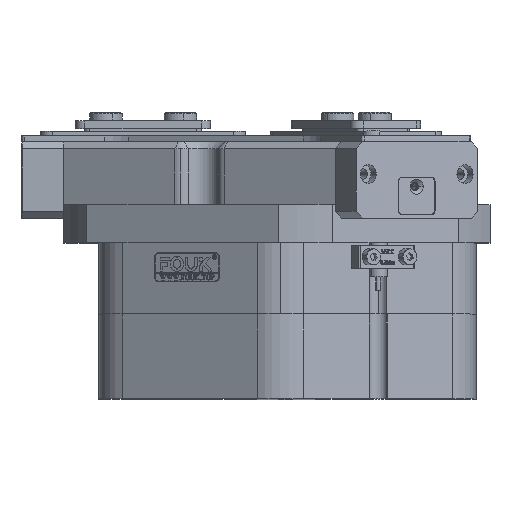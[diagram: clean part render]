
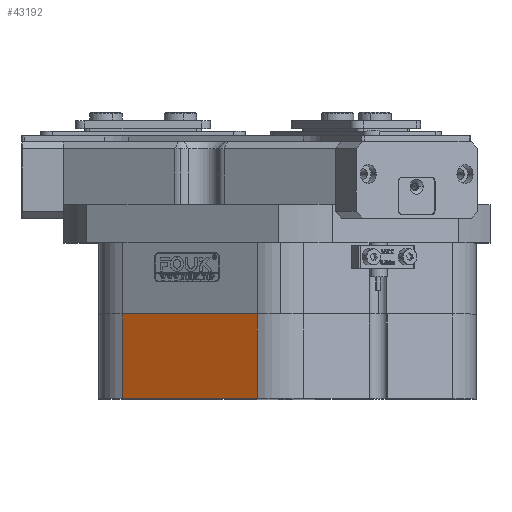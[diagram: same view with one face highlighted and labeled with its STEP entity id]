
A CAD part, top view. The second image highlights one B-rep face of the part: STEP entity #43192.
In plain terms, the highlighted face is planar.
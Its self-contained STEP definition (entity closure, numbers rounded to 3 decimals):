
#1658 = EDGE_CURVE ( 'NONE', #41204, #39439, #32668, .T. ) ;
#4812 = VECTOR ( 'NONE', #19468, 1000. ) ;
#5736 = ORIENTED_EDGE ( 'NONE', *, *, #18528, .T. ) ;
#8269 = VECTOR ( 'NONE', #47021, 1000. ) ;
#8624 = VECTOR ( 'NONE', #17035, 1000. ) ;
#12065 = CARTESIAN_POINT ( 'NONE',  ( 12., 0., -87.757 ) ) ;
#12721 = CARTESIAN_POINT ( 'NONE',  ( 164., 0., 0. ) ) ;
#14214 = CARTESIAN_POINT ( 'NONE',  ( 12., 0., -87.757 ) ) ;
#15125 = VERTEX_POINT ( 'NONE', #14214 ) ;
#17035 = DIRECTION ( 'NONE',  ( 0., 1., 0. ) ) ;
#17063 = PLANE ( 'NONE',  #41320 ) ;
#18528 = EDGE_CURVE ( 'NONE', #15125, #39439, #22793, .T. ) ;
#19468 = DIRECTION ( 'NONE',  ( -0.866, 0., -0.5 ) ) ;
#19483 = LINE ( 'NONE', #32821, #8269 ) ;
#21199 = CARTESIAN_POINT ( 'NONE',  ( 164., 36.5, 0. ) ) ;
#22793 = LINE ( 'NONE', #12065, #8624 ) ;
#24503 = ORIENTED_EDGE ( 'NONE', *, *, #43197, .T. ) ;
#26603 = EDGE_CURVE ( 'NONE', #59709, #15125, #43595, .T. ) ;
#32668 = LINE ( 'NONE', #21199, #48362 ) ;
#32821 = CARTESIAN_POINT ( 'NONE',  ( 70., 0., -54.271 ) ) ;
#34272 = FACE_OUTER_BOUND ( 'NONE', #36638, .T. ) ;
#34511 = CARTESIAN_POINT ( 'NONE',  ( 70., 36.5, -54.271 ) ) ;
#36638 = EDGE_LOOP ( 'NONE', ( #56333, #24503, #60393, #5736 ) ) ;
#39439 = VERTEX_POINT ( 'NONE', #45034 ) ;
#40884 = CARTESIAN_POINT ( 'NONE',  ( 70., 0., -54.271 ) ) ;
#41204 = VERTEX_POINT ( 'NONE', #34511 ) ;
#41320 = AXIS2_PLACEMENT_3D ( 'NONE', #12721, #47232, #56557 ) ;
#43167 = CARTESIAN_POINT ( 'NONE',  ( 41., 0., -71.014 ) ) ;
#43192 = ADVANCED_FACE ( 'NONE', ( #34272 ), #17063, .T. ) ;
#43197 = EDGE_CURVE ( 'NONE', #41204, #59709, #19483, .T. ) ;
#43595 = LINE ( 'NONE', #43167, #4812 ) ;
#45034 = CARTESIAN_POINT ( 'NONE',  ( 12., 36.5, -87.757 ) ) ;
#47021 = DIRECTION ( 'NONE',  ( 0., -1., 0. ) ) ;
#47232 = DIRECTION ( 'NONE',  ( 0.5, 0., -0.866 ) ) ;
#48362 = VECTOR ( 'NONE', #54475, 1000. ) ;
#54475 = DIRECTION ( 'NONE',  ( -0.866, 0., -0.5 ) ) ;
#56333 = ORIENTED_EDGE ( 'NONE', *, *, #1658, .F. ) ;
#56557 = DIRECTION ( 'NONE',  ( -0.866, 0., -0.5 ) ) ;
#59709 = VERTEX_POINT ( 'NONE', #40884 ) ;
#60393 = ORIENTED_EDGE ( 'NONE', *, *, #26603, .T. ) ;
